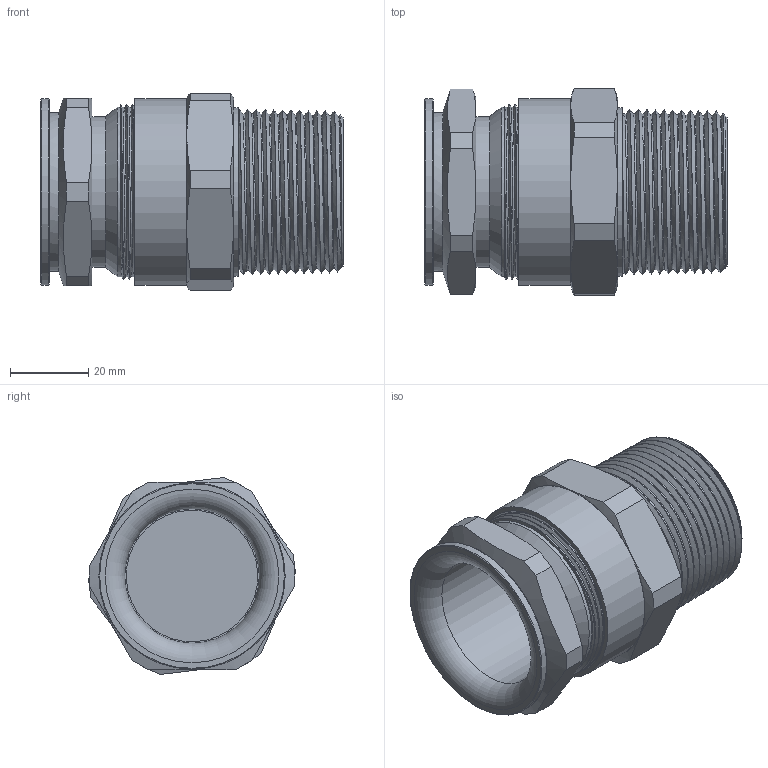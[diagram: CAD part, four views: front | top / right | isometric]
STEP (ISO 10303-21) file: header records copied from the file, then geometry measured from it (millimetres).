
FILE_DESCRIPTION(/* description */ ('ADE-1F2 NPT 1 1/4"'),/* implementation_level */ '2;1');
FILE_NAME(/* name */ '00808904V1-RST.stp',/* time_stamp */ '2023-09-13T08:32:53+02:00',/* author */ ('sl'),/* organization */ (''),/* preprocessor_version */ 'ST-DEVELOPER v16.5',/* originating_system */ 'Autodesk Inventor 2017',/* authorisation */ '');
FILE_SCHEMA (('AUTOMOTIVE_DESIGN { 1 0 10303 214 3 1 1 }'));
Length unit declared in the file: millimetre
Products named in the file (5): 00808904V1; 00808904V1_1; 00808904V1_2; 00808904V1_3; 00808904V1_4
Assembly tree (4 placements, depth 2):
  00808904V1
    00808904V1_1
    00808904V1_2
    00808904V1_3
    00808904V1_4
Bounding box: 77.22 x 52.87 x 50.33 mm (x, y, z)
Volume: 48068.9 mm3; surface area: 38003.9 mm2
Topology: 4 solids, 4 shells, 124 faces, 285 edges, 179 vertices
Faces by surface type: plane 45, cylinder 31, cone 30, torus 10, bspline 8
Full cylindrical faces by diameter (mm): 33.62 x1, 33.92 x1, 34.09 x1, 34.34 x1, 36.8 x1, 37.07 x1, 38.54 x1, 40.62 x1, 41.29 x1, 43.07 x1, 43.08 x1, 43.238 x4, 43.29 x2, 43.44 x8, 47.6 x1, 47.8 x1
Entity records: 8691 total; most frequent: CARTESIAN_POINT 6486, DIRECTION 407, ORIENTED_EDGE 396, EDGE_CURVE 198, AXIS2_PLACEMENT_3D 190, EDGE_LOOP 162, VERTEX_POINT 142, FACE_OUTER_BOUND 110
